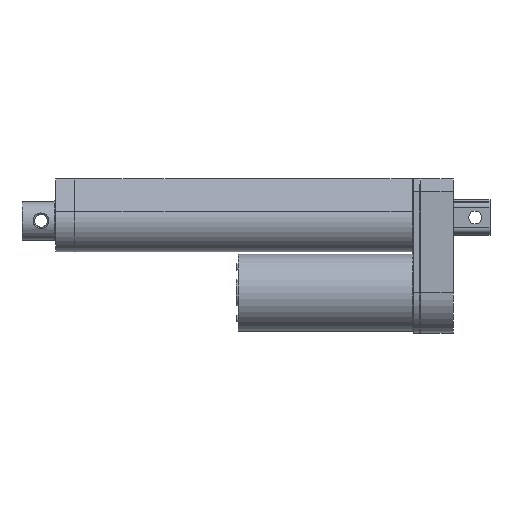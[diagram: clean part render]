
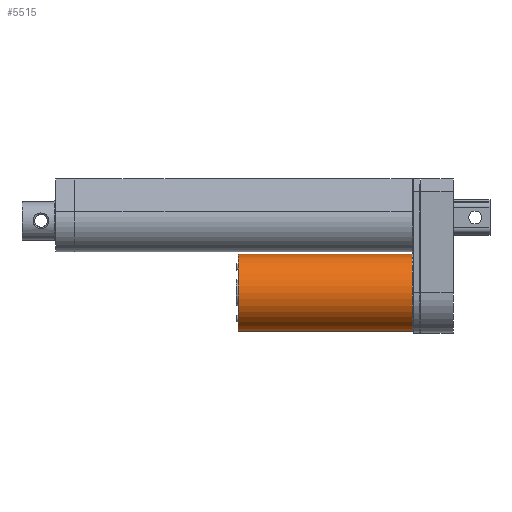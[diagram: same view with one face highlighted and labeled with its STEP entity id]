
A CAD part, left-side view. The second image highlights one B-rep face of the part: STEP entity #5515.
In plain terms, the highlighted cylindrical face has radius 19.05 mm (diameter 38.1 mm), a full revolution.
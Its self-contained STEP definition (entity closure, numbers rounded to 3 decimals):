
#4857 = PLANE('',#4858);
#4858 = AXIS2_PLACEMENT_3D('',#4859,#4860,#4861);
#4859 = CARTESIAN_POINT('',(0.,20.269,-18.161));
#4860 = DIRECTION('',(0.,1.,0.));
#4861 = DIRECTION('',(0.,0.,1.));
#5096 = EDGE_CURVE('',#5097,#5097,#5099,.T.);
#5097 = VERTEX_POINT('',#5098);
#5098 = CARTESIAN_POINT('',(19.05,20.269,-18.161));
#5099 = SURFACE_CURVE('',#5100,(#5105,#5112),.PCURVE_S1.);
#5100 = CIRCLE('',#5101,19.05);
#5101 = AXIS2_PLACEMENT_3D('',#5102,#5103,#5104);
#5102 = CARTESIAN_POINT('',(0.,20.269,-18.161));
#5103 = DIRECTION('',(0.,1.,0.));
#5104 = DIRECTION('',(-1.,0.,0.));
#5105 = PCURVE('',#4857,#5106);
#5106 = DEFINITIONAL_REPRESENTATION('',(#5107),#5111);
#5107 = CIRCLE('',#5108,19.05);
#5108 = AXIS2_PLACEMENT_2D('',#5109,#5110);
#5109 = CARTESIAN_POINT('',(0.,0.));
#5110 = DIRECTION('',(0.,-1.));
#5111 = ( GEOMETRIC_REPRESENTATION_CONTEXT(2) 
PARAMETRIC_REPRESENTATION_CONTEXT() REPRESENTATION_CONTEXT('2D SPACE',''
  ) );
#5112 = PCURVE('',#5113,#5118);
#5113 = CYLINDRICAL_SURFACE('',#5114,19.05);
#5114 = AXIS2_PLACEMENT_3D('',#5115,#5116,#5117);
#5115 = CARTESIAN_POINT('',(0.,19.507,-18.161));
#5116 = DIRECTION('',(0.,1.,0.));
#5117 = DIRECTION('',(-1.,0.,0.));
#5118 = DEFINITIONAL_REPRESENTATION('',(#5119),#5145);
#5119 = B_SPLINE_CURVE_WITH_KNOTS('',3,(#5120,#5121,#5122,#5123,#5124,
    #5125,#5126,#5127,#5128,#5129,#5130,#5131,#5132,#5133,#5134,#5135,
    #5136,#5137,#5138,#5139,#5140,#5141,#5142,#5143,#5144),
  .UNSPECIFIED.,.F.,.F.,(4,1,1,1,1,1,1,1,1,1,1,1,1,1,1,1,1,1,1,1,1,1,4),
  (3.142,3.427,3.713,3.998,
    4.284,4.57,4.855,5.141,
    5.426,5.712,5.998,6.283,
    6.569,6.854,7.14,7.426,
    7.711,7.997,8.282,8.568,
    8.854,9.139,9.425),.UNSPECIFIED.);
#5120 = CARTESIAN_POINT('',(3.142,0.762));
#5121 = CARTESIAN_POINT('',(3.237,0.762));
#5122 = CARTESIAN_POINT('',(3.427,0.762));
#5123 = CARTESIAN_POINT('',(3.713,0.762));
#5124 = CARTESIAN_POINT('',(3.998,0.762));
#5125 = CARTESIAN_POINT('',(4.284,0.762));
#5126 = CARTESIAN_POINT('',(4.57,0.762));
#5127 = CARTESIAN_POINT('',(4.855,0.762));
#5128 = CARTESIAN_POINT('',(5.141,0.762));
#5129 = CARTESIAN_POINT('',(5.426,0.762));
#5130 = CARTESIAN_POINT('',(5.712,0.762));
#5131 = CARTESIAN_POINT('',(5.998,0.762));
#5132 = CARTESIAN_POINT('',(6.283,0.762));
#5133 = CARTESIAN_POINT('',(6.569,0.762));
#5134 = CARTESIAN_POINT('',(6.854,0.762));
#5135 = CARTESIAN_POINT('',(7.14,0.762));
#5136 = CARTESIAN_POINT('',(7.426,0.762));
#5137 = CARTESIAN_POINT('',(7.711,0.762));
#5138 = CARTESIAN_POINT('',(7.997,0.762));
#5139 = CARTESIAN_POINT('',(8.282,0.762));
#5140 = CARTESIAN_POINT('',(8.568,0.762));
#5141 = CARTESIAN_POINT('',(8.854,0.762));
#5142 = CARTESIAN_POINT('',(9.139,0.762));
#5143 = CARTESIAN_POINT('',(9.33,0.762));
#5144 = CARTESIAN_POINT('',(9.425,0.762));
#5145 = ( GEOMETRIC_REPRESENTATION_CONTEXT(2) 
PARAMETRIC_REPRESENTATION_CONTEXT() REPRESENTATION_CONTEXT('2D SPACE',''
  ) );
#5515 = ADVANCED_FACE('',(#5516),#5113,.T.);
#5516 = FACE_BOUND('',#5517,.T.);
#5517 = EDGE_LOOP('',(#5518,#5573,#5593,#5594));
#5518 = ORIENTED_EDGE('',*,*,#5519,.T.);
#5519 = EDGE_CURVE('',#5520,#5520,#5522,.T.);
#5520 = VERTEX_POINT('',#5521);
#5521 = CARTESIAN_POINT('',(19.05,106.375,-18.161));
#5522 = SURFACE_CURVE('',#5523,(#5528,#5557),.PCURVE_S1.);
#5523 = CIRCLE('',#5524,19.05);
#5524 = AXIS2_PLACEMENT_3D('',#5525,#5526,#5527);
#5525 = CARTESIAN_POINT('',(0.,106.375,-18.161));
#5526 = DIRECTION('',(0.,-1.,0.));
#5527 = DIRECTION('',(-1.,0.,0.));
#5528 = PCURVE('',#5113,#5529);
#5529 = DEFINITIONAL_REPRESENTATION('',(#5530),#5556);
#5530 = B_SPLINE_CURVE_WITH_KNOTS('',3,(#5531,#5532,#5533,#5534,#5535,
    #5536,#5537,#5538,#5539,#5540,#5541,#5542,#5543,#5544,#5545,#5546,
    #5547,#5548,#5549,#5550,#5551,#5552,#5553,#5554,#5555),
  .UNSPECIFIED.,.F.,.F.,(4,1,1,1,1,1,1,1,1,1,1,1,1,1,1,1,1,1,1,1,1,1,4),
  (3.142,3.427,3.713,3.998,
    4.284,4.57,4.855,5.141,
    5.426,5.712,5.998,6.283,
    6.569,6.854,7.14,7.426,
    7.711,7.997,8.282,8.568,
    8.854,9.139,9.425),.UNSPECIFIED.);
#5531 = CARTESIAN_POINT('',(9.425,86.868));
#5532 = CARTESIAN_POINT('',(9.33,86.868));
#5533 = CARTESIAN_POINT('',(9.139,86.868));
#5534 = CARTESIAN_POINT('',(8.854,86.868));
#5535 = CARTESIAN_POINT('',(8.568,86.868));
#5536 = CARTESIAN_POINT('',(8.282,86.868));
#5537 = CARTESIAN_POINT('',(7.997,86.868));
#5538 = CARTESIAN_POINT('',(7.711,86.868));
#5539 = CARTESIAN_POINT('',(7.426,86.868));
#5540 = CARTESIAN_POINT('',(7.14,86.868));
#5541 = CARTESIAN_POINT('',(6.854,86.868));
#5542 = CARTESIAN_POINT('',(6.569,86.868));
#5543 = CARTESIAN_POINT('',(6.283,86.868));
#5544 = CARTESIAN_POINT('',(5.998,86.868));
#5545 = CARTESIAN_POINT('',(5.712,86.868));
#5546 = CARTESIAN_POINT('',(5.426,86.868));
#5547 = CARTESIAN_POINT('',(5.141,86.868));
#5548 = CARTESIAN_POINT('',(4.855,86.868));
#5549 = CARTESIAN_POINT('',(4.57,86.868));
#5550 = CARTESIAN_POINT('',(4.284,86.868));
#5551 = CARTESIAN_POINT('',(3.998,86.868));
#5552 = CARTESIAN_POINT('',(3.713,86.868));
#5553 = CARTESIAN_POINT('',(3.427,86.868));
#5554 = CARTESIAN_POINT('',(3.237,86.868));
#5555 = CARTESIAN_POINT('',(3.142,86.868));
#5556 = ( GEOMETRIC_REPRESENTATION_CONTEXT(2) 
PARAMETRIC_REPRESENTATION_CONTEXT() REPRESENTATION_CONTEXT('2D SPACE',''
  ) );
#5557 = PCURVE('',#5558,#5563);
#5558 = PLANE('',#5559);
#5559 = AXIS2_PLACEMENT_3D('',#5560,#5561,#5562);
#5560 = CARTESIAN_POINT('',(0.,106.375,-18.161));
#5561 = DIRECTION('',(0.,1.,0.));
#5562 = DIRECTION('',(0.,0.,1.));
#5563 = DEFINITIONAL_REPRESENTATION('',(#5564),#5572);
#5564 = ( BOUNDED_CURVE() B_SPLINE_CURVE(2,(#5565,#5566,#5567,#5568,
#5569,#5570,#5571),.UNSPECIFIED.,.T.,.F.) B_SPLINE_CURVE_WITH_KNOTS((1,2
    ,2,2,2,1),(-2.094,0.,2.094,4.189,
6.283,8.378),.UNSPECIFIED.) CURVE() 
GEOMETRIC_REPRESENTATION_ITEM() RATIONAL_B_SPLINE_CURVE((1.,0.5,1.,0.5,
1.,0.5,1.)) REPRESENTATION_ITEM('') );
#5565 = CARTESIAN_POINT('',(0.,-19.05));
#5566 = CARTESIAN_POINT('',(-32.996,-19.05));
#5567 = CARTESIAN_POINT('',(-16.498,9.525));
#5568 = CARTESIAN_POINT('',(0.,38.1));
#5569 = CARTESIAN_POINT('',(16.498,9.525));
#5570 = CARTESIAN_POINT('',(32.996,-19.05));
#5571 = CARTESIAN_POINT('',(0.,-19.05));
#5572 = ( GEOMETRIC_REPRESENTATION_CONTEXT(2) 
PARAMETRIC_REPRESENTATION_CONTEXT() REPRESENTATION_CONTEXT('2D SPACE',''
  ) );
#5573 = ORIENTED_EDGE('',*,*,#5574,.F.);
#5574 = EDGE_CURVE('',#5097,#5520,#5575,.T.);
#5575 = SEAM_CURVE('',#5576,(#5579,#5586),.PCURVE_S1.);
#5576 = B_SPLINE_CURVE_WITH_KNOTS('',1,(#5577,#5578),.UNSPECIFIED.,.F.,
  .F.,(2,2),(0.762,86.868),.PIECEWISE_BEZIER_KNOTS.);
#5577 = CARTESIAN_POINT('',(19.05,20.269,-18.161));
#5578 = CARTESIAN_POINT('',(19.05,106.375,-18.161));
#5579 = PCURVE('',#5113,#5580);
#5580 = DEFINITIONAL_REPRESENTATION('',(#5581),#5585);
#5581 = LINE('',#5582,#5583);
#5582 = CARTESIAN_POINT('',(3.142,0.));
#5583 = VECTOR('',#5584,1.);
#5584 = DIRECTION('',(0.,1.));
#5585 = ( GEOMETRIC_REPRESENTATION_CONTEXT(2) 
PARAMETRIC_REPRESENTATION_CONTEXT() REPRESENTATION_CONTEXT('2D SPACE',''
  ) );
#5586 = PCURVE('',#5113,#5587);
#5587 = DEFINITIONAL_REPRESENTATION('',(#5588),#5592);
#5588 = LINE('',#5589,#5590);
#5589 = CARTESIAN_POINT('',(9.425,0.));
#5590 = VECTOR('',#5591,1.);
#5591 = DIRECTION('',(0.,1.));
#5592 = ( GEOMETRIC_REPRESENTATION_CONTEXT(2) 
PARAMETRIC_REPRESENTATION_CONTEXT() REPRESENTATION_CONTEXT('2D SPACE',''
  ) );
#5593 = ORIENTED_EDGE('',*,*,#5096,.T.);
#5594 = ORIENTED_EDGE('',*,*,#5574,.T.);
